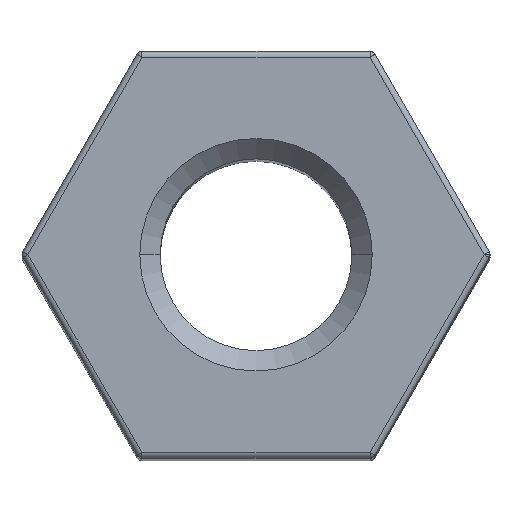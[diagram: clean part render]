
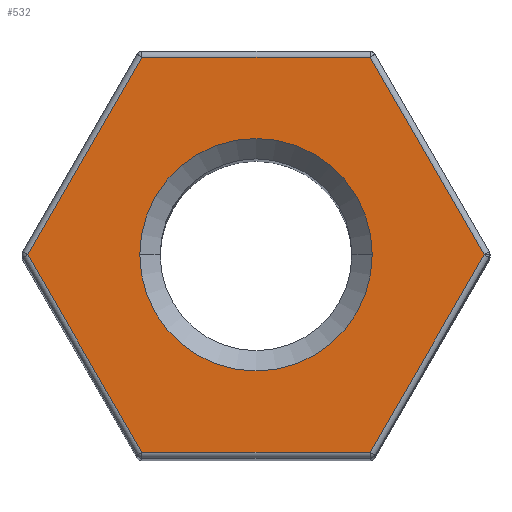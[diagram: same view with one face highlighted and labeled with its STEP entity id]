
A CAD part, top view. The second image highlights one B-rep face of the part: STEP entity #532.
In plain terms, the highlighted planar face has unit normal (0, 0, 1).
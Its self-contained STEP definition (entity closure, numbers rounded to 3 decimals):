
#54 = DIRECTION ( 'NONE',  ( -1., 0., 0. ) ) ;
#55 = AXIS2_PLACEMENT_3D ( 'NONE', #620, #1223, #717 ) ;
#62 = CARTESIAN_POINT ( 'NONE',  ( 0., 0., 25. ) ) ;
#80 = ORIENTED_EDGE ( 'NONE', *, *, #643, .T. ) ;
#83 = VERTEX_POINT ( 'NONE', #295 ) ;
#116 = ORIENTED_EDGE ( 'NONE', *, *, #647, .T. ) ;
#118 = CARTESIAN_POINT ( 'NONE',  ( 1.963, 3.4, 25. ) ) ;
#158 = VERTEX_POINT ( 'NONE', #933 ) ;
#175 = CARTESIAN_POINT ( 'NONE',  ( 3.955, 0.05, 25. ) ) ;
#182 = DIRECTION ( 'NONE',  ( 1., 0., 0. ) ) ;
#221 = VECTOR ( 'NONE', #802, 1000. ) ;
#250 = EDGE_LOOP ( 'NONE', ( #334, #494 ) ) ;
#263 = VECTOR ( 'NONE', #797, 1000. ) ;
#265 = FACE_BOUND ( 'NONE', #250, .T. ) ;
#295 = CARTESIAN_POINT ( 'NONE',  ( 1.963, -3.4, 25. ) ) ;
#297 = DIRECTION ( 'NONE',  ( 0.5, 0.866, 0. ) ) ;
#327 = CARTESIAN_POINT ( 'NONE',  ( 4.041, 0., 25. ) ) ;
#331 = CARTESIAN_POINT ( 'NONE',  ( -1.963, 3.4, 25. ) ) ;
#334 = ORIENTED_EDGE ( 'NONE', *, *, #445, .T. ) ;
#387 = DIRECTION ( 'NONE',  ( 0.5, -0.866, 0. ) ) ;
#445 = EDGE_CURVE ( 'NONE', #158, #701, #831, .T. ) ;
#446 = PLANE ( 'NONE',  #835 ) ;
#470 = VECTOR ( 'NONE', #498, 1000. ) ;
#494 = ORIENTED_EDGE ( 'NONE', *, *, #680, .T. ) ;
#498 = DIRECTION ( 'NONE',  ( -0.5, 0.866, 0. ) ) ;
#504 = LINE ( 'NONE', #175, #987 ) ;
#532 = ADVANCED_FACE ( 'NONE', ( #1225, #265 ), #446, .T. ) ;
#542 = VECTOR ( 'NONE', #54, 1000. ) ;
#545 = AXIS2_PLACEMENT_3D ( 'NONE', #62, #806, #182 ) ;
#556 = CARTESIAN_POINT ( 'NONE',  ( -1.963, -3.4, 25. ) ) ;
#579 = VERTEX_POINT ( 'NONE', #677 ) ;
#611 = CARTESIAN_POINT ( 'NONE',  ( 1.934, 3.45, 25. ) ) ;
#620 = CARTESIAN_POINT ( 'NONE',  ( 0., 0., 25. ) ) ;
#637 = VERTEX_POINT ( 'NONE', #977 ) ;
#643 = EDGE_CURVE ( 'NONE', #1180, #898, #1066, .T. ) ;
#647 = EDGE_CURVE ( 'NONE', #898, #637, #804, .T. ) ;
#656 = EDGE_CURVE ( 'NONE', #637, #1047, #1250, .T. ) ;
#660 = EDGE_CURVE ( 'NONE', #1047, #83, #1224, .T. ) ;
#664 = EDGE_CURVE ( 'NONE', #83, #579, #504, .T. ) ;
#669 = DIRECTION ( 'NONE',  ( 1., 0., 0. ) ) ;
#671 = EDGE_CURVE ( 'NONE', #579, #1180, #1013, .T. ) ;
#677 = CARTESIAN_POINT ( 'NONE',  ( 3.926, 0., 25. ) ) ;
#680 = EDGE_CURVE ( 'NONE', #701, #158, #1197, .T. ) ;
#701 = VERTEX_POINT ( 'NONE', #1226 ) ;
#711 = CARTESIAN_POINT ( 'NONE',  ( 2.021, -3.4, 25. ) ) ;
#717 = DIRECTION ( 'NONE',  ( 1., 0., 0. ) ) ;
#725 = ORIENTED_EDGE ( 'NONE', *, *, #660, .T. ) ;
#774 = VECTOR ( 'NONE', #387, 1000. ) ;
#797 = DIRECTION ( 'NONE',  ( -0.5, -0.866, 0. ) ) ;
#802 = DIRECTION ( 'NONE',  ( 1., 0., 0. ) ) ;
#804 = LINE ( 'NONE', #981, #263 ) ;
#806 = DIRECTION ( 'NONE',  ( 0., 0., -1. ) ) ;
#831 = CIRCLE ( 'NONE', #55, 2. ) ;
#835 = AXIS2_PLACEMENT_3D ( 'NONE', #327, #1181, #669 ) ;
#885 = CARTESIAN_POINT ( 'NONE',  ( -1.934, -3.45, 25. ) ) ;
#898 = VERTEX_POINT ( 'NONE', #331 ) ;
#933 = CARTESIAN_POINT ( 'NONE',  ( 2., 0., 25. ) ) ;
#964 = ORIENTED_EDGE ( 'NONE', *, *, #664, .T. ) ;
#977 = CARTESIAN_POINT ( 'NONE',  ( -3.926, 0., 25. ) ) ;
#981 = CARTESIAN_POINT ( 'NONE',  ( -3.955, -0.05, 25. ) ) ;
#987 = VECTOR ( 'NONE', #297, 1000. ) ;
#1013 = LINE ( 'NONE', #611, #470 ) ;
#1033 = EDGE_LOOP ( 'NONE', ( #80, #116, #1147, #725, #964, #1046 ) ) ;
#1046 = ORIENTED_EDGE ( 'NONE', *, *, #671, .T. ) ;
#1047 = VERTEX_POINT ( 'NONE', #556 ) ;
#1061 = CARTESIAN_POINT ( 'NONE',  ( -2.021, 3.4, 25. ) ) ;
#1066 = LINE ( 'NONE', #1061, #542 ) ;
#1147 = ORIENTED_EDGE ( 'NONE', *, *, #656, .T. ) ;
#1180 = VERTEX_POINT ( 'NONE', #118 ) ;
#1181 = DIRECTION ( 'NONE',  ( 0., 0., 1. ) ) ;
#1197 = CIRCLE ( 'NONE', #545, 2. ) ;
#1223 = DIRECTION ( 'NONE',  ( 0., 0., -1. ) ) ;
#1224 = LINE ( 'NONE', #711, #221 ) ;
#1225 = FACE_OUTER_BOUND ( 'NONE', #1033, .T. ) ;
#1226 = CARTESIAN_POINT ( 'NONE',  ( -2., 0., 25. ) ) ;
#1250 = LINE ( 'NONE', #885, #774 ) ;
